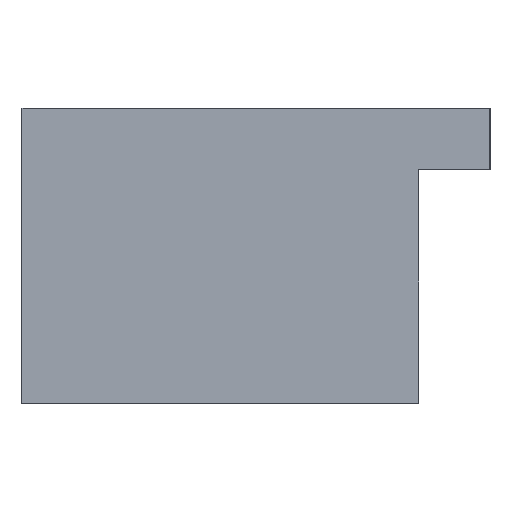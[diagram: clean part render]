
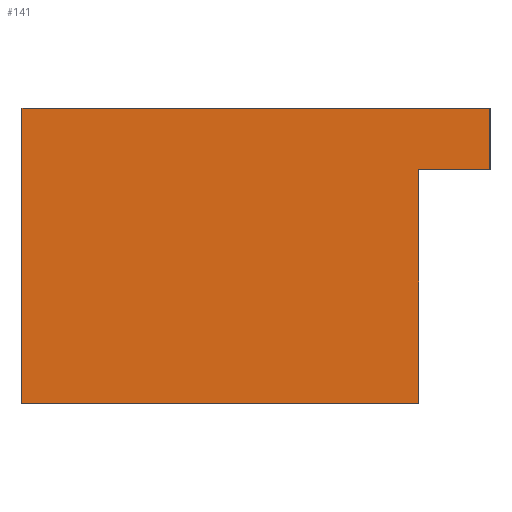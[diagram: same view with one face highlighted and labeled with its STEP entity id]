
A CAD part, left-side view. The second image highlights one B-rep face of the part: STEP entity #141.
In plain terms, the highlighted planar face has unit normal (-1, 0, 0).
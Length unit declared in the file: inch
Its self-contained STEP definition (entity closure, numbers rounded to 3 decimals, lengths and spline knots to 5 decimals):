
#15=FACE_OUTER_BOUND('',#23,.T.);
#23=EDGE_LOOP('',(#97,#98,#99,#100,#101,#102));
#31=LINE('',#211,#49);
#32=LINE('',#213,#50);
#33=LINE('',#215,#51);
#34=LINE('',#217,#52);
#35=LINE('',#219,#53);
#36=LINE('',#220,#54);
#49=VECTOR('',#175,0.3937);
#50=VECTOR('',#176,0.3937);
#51=VECTOR('',#177,0.3937);
#52=VECTOR('',#178,0.3937);
#53=VECTOR('',#179,0.3937);
#54=VECTOR('',#180,0.3937);
#67=VERTEX_POINT('',#209);
#68=VERTEX_POINT('',#210);
#69=VERTEX_POINT('',#212);
#70=VERTEX_POINT('',#214);
#71=VERTEX_POINT('',#216);
#72=VERTEX_POINT('',#218);
#79=EDGE_CURVE('',#67,#68,#31,.T.);
#80=EDGE_CURVE('',#69,#67,#32,.T.);
#81=EDGE_CURVE('',#70,#69,#33,.T.);
#82=EDGE_CURVE('',#71,#70,#34,.T.);
#83=EDGE_CURVE('',#72,#71,#35,.T.);
#84=EDGE_CURVE('',#68,#72,#36,.T.);
#97=ORIENTED_EDGE('',*,*,#79,.F.);
#98=ORIENTED_EDGE('',*,*,#80,.F.);
#99=ORIENTED_EDGE('',*,*,#81,.F.);
#100=ORIENTED_EDGE('',*,*,#82,.F.);
#101=ORIENTED_EDGE('',*,*,#83,.F.);
#102=ORIENTED_EDGE('',*,*,#84,.F.);
#133=PLANE('',#163);
#141=ADVANCED_FACE('',(#15),#133,.F.);
#163=AXIS2_PLACEMENT_3D('',#208,#173,#174);
#173=DIRECTION('center_axis',(1.,0.,0.));
#174=DIRECTION('ref_axis',(0.,0.,-1.));
#175=DIRECTION('',(0.,-1.,0.));
#176=DIRECTION('',(0.,0.,1.));
#177=DIRECTION('',(0.,1.,0.));
#178=DIRECTION('',(0.,0.,-1.));
#179=DIRECTION('',(0.,1.,0.));
#180=DIRECTION('',(0.,0.,-1.));
#208=CARTESIAN_POINT('Origin',(106.95833,-4.25,5.5));
#209=CARTESIAN_POINT('',(106.95833,85.375,-1.));
#210=CARTESIAN_POINT('',(106.95833,79.625,-1.));
#211=CARTESIAN_POINT('',(106.95833,37.6875,-1.));
#212=CARTESIAN_POINT('',(106.95833,85.375,-4.625));
#213=CARTESIAN_POINT('',(106.95833,85.375,-12.77141));
#214=CARTESIAN_POINT('',(106.95833,80.5,-4.625));
#215=CARTESIAN_POINT('',(106.95833,40.5625,-4.625));
#216=CARTESIAN_POINT('',(106.95833,80.5,-1.75));
#217=CARTESIAN_POINT('',(106.95833,80.5,-14.17999));
#218=CARTESIAN_POINT('',(106.95833,79.625,-1.75));
#219=CARTESIAN_POINT('',(106.95833,38.125,-1.75));
#220=CARTESIAN_POINT('',(106.95833,79.625,-13.06284));
